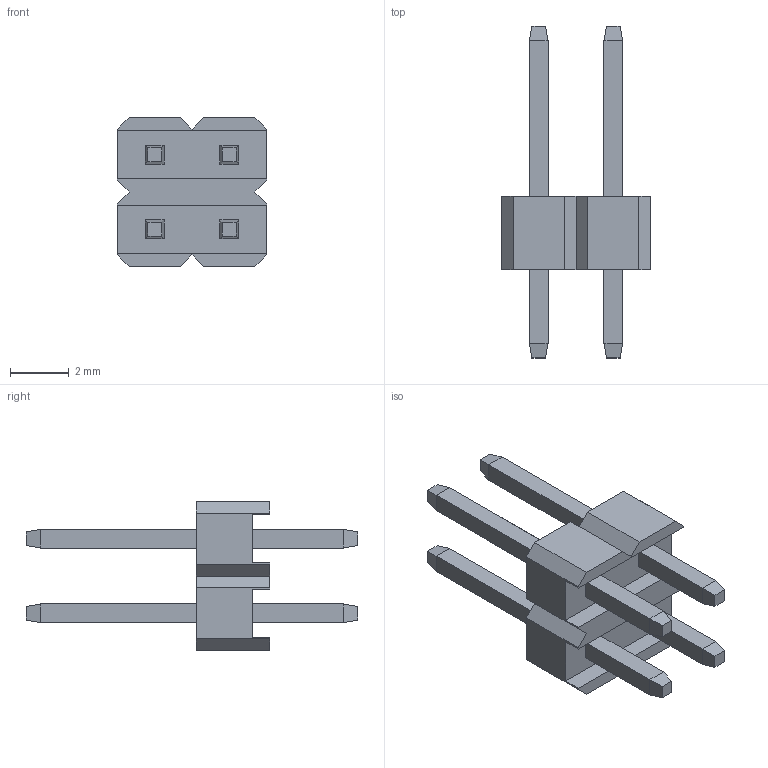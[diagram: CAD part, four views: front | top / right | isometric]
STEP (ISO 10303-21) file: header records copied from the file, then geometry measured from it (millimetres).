
FILE_DESCRIPTION(/* description */ (''),/* implementation_level */ '2;1');
FILE_NAME(/* name */ '2.54 mm DUPONT MALE PIN HEADER_ POE_ 2X2_ RPi4ModelB_ipt_cdaee6b3.STEP',/* time_stamp */ '2024-05-28T14:29:08+01:00',/* author */ ('rlndo'),/* organization */ (''),/* preprocessor_version */ 'ST-DEVELOPER v16.13',/* originating_system */ 'Autodesk Inventor 2018',/* authorisation */ '');
FILE_SCHEMA (('AUTOMOTIVE_DESIGN { 1 0 10303 214 3 1 1 }'));
Length unit declared in the file: millimetre
Products named in the file (1): 2.54 mm DUPONT MALE PIN HEADER, POE, 2X2, RPi4ModelB
Bounding box: 5.08 x 11.3 x 5.08 mm (x, y, z)
Volume: 67.1 mm3; surface area: 242.1 mm2
Topology: 5 solids, 5 shells, 102 faces, 244 edges, 152 vertices
Faces by surface type: plane 102
Entity records: 2980 total; most frequent: CARTESIAN_POINT 499, ORIENTED_EDGE 488, DIRECTION 450, LINE 244, VECTOR 244, EDGE_CURVE 244, VERTEX_POINT 152, EDGE_LOOP 110
